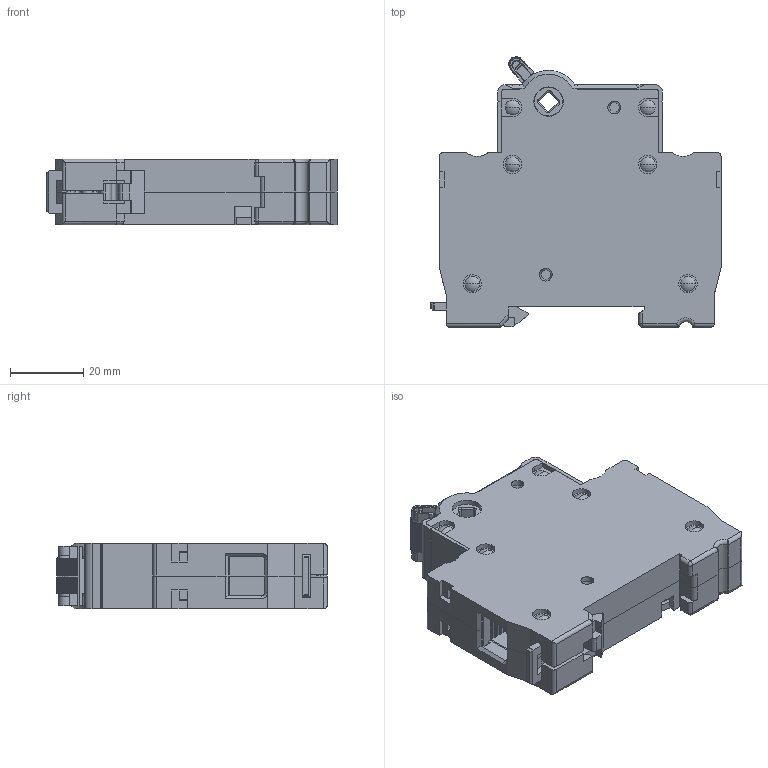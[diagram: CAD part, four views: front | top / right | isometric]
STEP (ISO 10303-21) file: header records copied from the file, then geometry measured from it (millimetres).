
FILE_DESCRIPTION(/* description */ (''),/* implementation_level */ '2;1');
FILE_NAME(/* name */ 'Stefano 001.stp',/* time_stamp */ '2020-07-10T16:21:49+02:00',/* author */ (''),/* organization */ (''),/* preprocessor_version */ 'ST-DEVELOPER v16',/* originating_system */ 'SIEMENS PLM Software NX 10.0',/* authorisation */ '');
FILE_SCHEMA (('CONFIG_CONTROL_DESIGN'));
Products named in the file (14): 8LD.550.112427359; 8LD.557.12032828; 8LD.315.13264286; 8LD.024.130942877; 8LD.557.12024177; 8LD.288.141627578; 8LD.206.2714064; 8LD.271.106150709; 8LD.253.130350590; 8LD.967.10054525; 5LD.557.104850474; 5LD.024.122250818; 5LD.551.128827468; model1
Assembly tree (18 placements, depth 3):
  model1
    8LD.967.10054525  x6
    5LD.551.128827468
      8LD.557.12024177
    8LD.253.130350590
    8LD.271.106150709
    8LD.206.2714064
    8LD.288.141627578
    5LD.024.122250818
      8LD.024.130942877
      8LD.315.13264286
    5LD.557.104850474
      8LD.557.12032828
      8LD.550.112427359
Bounding box: 78.96 x 73.61 x 17.8 mm (x, y, z)
Volume: 29773.2 mm3; surface area: 41493.1 mm2
Topology: 15 solids, 15 shells, 1762 faces, 4801 edges, 3117 vertices
Faces by surface type: plane 1094, cylinder 519, torus 64, cone 44, bspline 27, sphere 14
Entity records: 60210 total; most frequent: CARTESIAN_POINT 14258, ORIENTED_EDGE 9386, DIRECTION 9167, EDGE_CURVE 4693, LINE 3427, VECTOR 3427, VERTEX_POINT 3057, AXIS2_PLACEMENT_3D 2870
